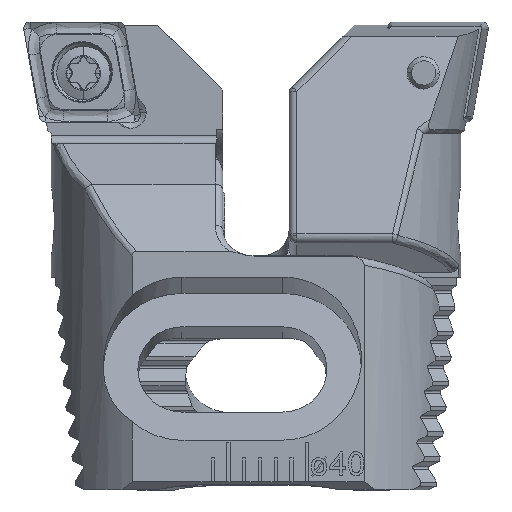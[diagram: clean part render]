
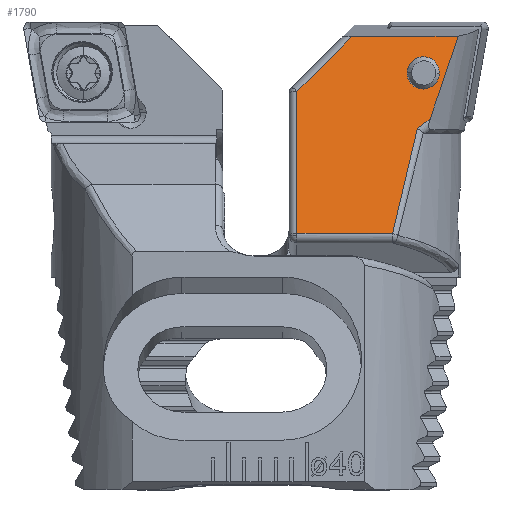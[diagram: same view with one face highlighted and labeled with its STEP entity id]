
A CAD part, top view. The second image highlights one B-rep face of the part: STEP entity #1790.
In plain terms, the highlighted face is planar.
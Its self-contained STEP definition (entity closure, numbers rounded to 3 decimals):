
#80 = LINE ( 'NONE', #7262, #5699 ) ;
#160 = EDGE_CURVE ( 'NONE', #4365, #12564, #6991, .T. ) ;
#401 = FACE_OUTER_BOUND ( 'NONE', #7526, .T. ) ;
#594 = CARTESIAN_POINT ( 'NONE',  ( 8.697, -0.959, -5.928 ) ) ;
#680 = EDGE_CURVE ( 'NONE', #9333, #5473, #9322, .T. ) ;
#691 = CARTESIAN_POINT ( 'NONE',  ( 12.15, -13.434, -9.271 ) ) ;
#1043 = ORIENTED_EDGE ( 'NONE', *, *, #160, .T. ) ;
#1105 = ORIENTED_EDGE ( 'NONE', *, *, #8886, .T. ) ;
#1108 = CARTESIAN_POINT ( 'NONE',  ( 29.25, -13.434, -9.271 ) ) ;
#1198 = VERTEX_POINT ( 'NONE', #3302 ) ;
#1233 = CARTESIAN_POINT ( 'NONE',  ( 5.19, -5.292, -7.089 ) ) ;
#1574 = VERTEX_POINT ( 'NONE', #594 ) ;
#1603 = CARTESIAN_POINT ( 'NONE',  ( 4.968, -9.178, -8.13 ) ) ;
#1778 =( BOUNDED_CURVE ( )  B_SPLINE_CURVE ( 3, ( #7523, #11678, #8563, #2275 ),
 .UNSPECIFIED., .F., .T. ) 
 B_SPLINE_CURVE_WITH_KNOTS ( ( 4, 4 ),
 ( 4.519, 7.661 ),
 .UNSPECIFIED. ) 
 CURVE ( )  GEOMETRIC_REPRESENTATION_ITEM ( )  RATIONAL_B_SPLINE_CURVE ( ( 1., 0.333, 0.333, 1. ) ) 
 REPRESENTATION_ITEM ( '' )  );
#1790 = ADVANCED_FACE ( 'NONE', ( #8469, #401 ), #9814, .F. ) ;
#2126 = CARTESIAN_POINT ( 'NONE',  ( 18.197, -10.459, -8.473 ) ) ;
#2156 = ORIENTED_EDGE ( 'NONE', *, *, #9406, .T. ) ;
#2208 = CARTESIAN_POINT ( 'NONE',  ( 1.912, -0.914, -5.916 ) ) ;
#2275 = CARTESIAN_POINT ( 'NONE',  ( 3.108, -3.242, -6.54 ) ) ;
#2477 =( BOUNDED_CURVE ( )  B_SPLINE_CURVE ( 3, ( #10655, #6505, #1233, #8588 ),
 .UNSPECIFIED., .F., .T. ) 
 B_SPLINE_CURVE_WITH_KNOTS ( ( 4, 4 ),
 ( 1.378, 4.519 ),
 .UNSPECIFIED. ) 
 CURVE ( )  GEOMETRIC_REPRESENTATION_ITEM ( )  RATIONAL_B_SPLINE_CURVE ( ( 1., 0.333, 0.333, 1. ) ) 
 REPRESENTATION_ITEM ( '' )  );
#3163 = DIRECTION ( 'NONE',  ( 0.695, -0.695, -0.186 ) ) ;
#3302 = CARTESIAN_POINT ( 'NONE',  ( 6.078, -13.434, -9.271 ) ) ;
#4183 = CARTESIAN_POINT ( 'NONE',  ( 3.691, -6.18, -7.327 ) ) ;
#4365 = VERTEX_POINT ( 'NONE', #11728 ) ;
#4419 =( BOUNDED_CURVE ( )  B_SPLINE_CURVE ( 3, ( #12392, #6128, #13466, #7190 ),
 .UNSPECIFIED., .F., .F. ) 
 B_SPLINE_CURVE_WITH_KNOTS ( ( 4, 4 ),
 ( 4.16, 4.286 ),
 .UNSPECIFIED. ) 
 CURVE ( )  GEOMETRIC_REPRESENTATION_ITEM ( )  RATIONAL_B_SPLINE_CURVE ( ( 1., 0.999, 0.999, 1. ) ) 
 REPRESENTATION_ITEM ( '' )  );
#4484 = VERTEX_POINT ( 'NONE', #8089 ) ;
#4613 = CARTESIAN_POINT ( 'NONE',  ( 6.078, -13.434, -9.271 ) ) ;
#4805 = ORIENTED_EDGE ( 'NONE', *, *, #7422, .T. ) ;
#4893 = LINE ( 'NONE', #2126, #10156 ) ;
#4952 = VECTOR ( 'NONE', #10554, 1000. ) ;
#5446 = EDGE_CURVE ( 'NONE', #1574, #10314, #80, .T. ) ;
#5473 = VERTEX_POINT ( 'NONE', #4183 ) ;
#5699 = VECTOR ( 'NONE', #6192, 1000. ) ;
#5928 = EDGE_CURVE ( 'NONE', #12564, #1198, #7743, .T. ) ;
#6128 = CARTESIAN_POINT ( 'NONE',  ( 3.08, -4.492, -6.874 ) ) ;
#6192 = DIRECTION ( 'NONE',  ( -1., 0.007, 0.002 ) ) ;
#6266 = EDGE_CURVE ( 'NONE', #5473, #10314, #4419, .T. ) ;
#6505 = CARTESIAN_POINT ( 'NONE',  ( 3.137, -5.292, -7.089 ) ) ;
#6680 = ORIENTED_EDGE ( 'NONE', *, *, #5446, .F. ) ;
#6857 = CARTESIAN_POINT ( 'NONE',  ( 5.495, -11.409, -8.728 ) ) ;
#6899 = CARTESIAN_POINT ( 'NONE',  ( 29.25, -0.147, -5.71 ) ) ;
#6991 = LINE ( 'NONE', #12208, #12540 ) ;
#7190 = CARTESIAN_POINT ( 'NONE',  ( 1.912, -0.914, -5.916 ) ) ;
#7262 = CARTESIAN_POINT ( 'NONE',  ( 29.243, -1.096, -5.965 ) ) ;
#7341 = ORIENTED_EDGE ( 'NONE', *, *, #6266, .T. ) ;
#7422 = EDGE_CURVE ( 'NONE', #1574, #4365, #4893, .T. ) ;
#7523 = CARTESIAN_POINT ( 'NONE',  ( 5.161, -3.242, -6.54 ) ) ;
#7526 = EDGE_LOOP ( 'NONE', ( #9016, #7341, #6680, #4805, #1043, #11002, #2156 ) ) ;
#7743 = LINE ( 'NONE', #1108, #4952 ) ;
#8089 = CARTESIAN_POINT ( 'NONE',  ( 5.161, -3.242, -6.54 ) ) ;
#8133 = CARTESIAN_POINT ( 'NONE',  ( 4.23, -6.572, -7.432 ) ) ;
#8182 = CARTESIAN_POINT ( 'NONE',  ( 4.503, -6.763, -7.483 ) ) ;
#8302 = CARTESIAN_POINT ( 'NONE',  ( 3.691, -6.18, -7.327 ) ) ;
#8325 = CARTESIAN_POINT ( 'NONE',  ( 3.96, -6.377, -7.38 ) ) ;
#8469 = FACE_BOUND ( 'NONE', #9210, .T. ) ;
#8563 = CARTESIAN_POINT ( 'NONE',  ( 3.08, -1.192, -5.99 ) ) ;
#8588 = CARTESIAN_POINT ( 'NONE',  ( 5.161, -3.242, -6.54 ) ) ;
#8886 = EDGE_CURVE ( 'NONE', #4484, #12154, #1778, .T. ) ;
#8964 = CARTESIAN_POINT ( 'NONE',  ( 4.503, -6.763, -7.483 ) ) ;
#8986 = ORIENTED_EDGE ( 'NONE', *, *, #12324, .T. ) ;
#9016 = ORIENTED_EDGE ( 'NONE', *, *, #680, .T. ) ;
#9030 = AXIS2_PLACEMENT_3D ( 'NONE', #6899, #10141, #10827 ) ;
#9210 = EDGE_LOOP ( 'NONE', ( #1105, #8986 ) ) ;
#9322 = B_SPLINE_CURVE_WITH_KNOTS ( 'NONE', 3,
 ( #8182, #8133, #8325, #8302 ),
 .UNSPECIFIED., .F., .F.,
 ( 4, 4 ),
 ( 0., 0.001 ),
 .UNSPECIFIED. ) ;
#9333 = VERTEX_POINT ( 'NONE', #10834 ) ;
#9406 = EDGE_CURVE ( 'NONE', #1198, #9333, #9850, .T. ) ;
#9814 = PLANE ( 'NONE',  #9030 ) ;
#9850 =( BOUNDED_CURVE ( )  B_SPLINE_CURVE ( 3, ( #4613, #6857, #1603, #8964 ),
 .UNSPECIFIED., .F., .F. ) 
 B_SPLINE_CURVE_WITH_KNOTS ( ( 4, 4 ),
 ( 3.891, 4.09 ),
 .UNSPECIFIED. ) 
 CURVE ( )  GEOMETRIC_REPRESENTATION_ITEM ( )  RATIONAL_B_SPLINE_CURVE ( ( 1., 0.997, 0.997, 1. ) ) 
 REPRESENTATION_ITEM ( '' )  );
#10141 = DIRECTION ( 'NONE',  ( 0., -0.259, 0.966 ) ) ;
#10156 = VECTOR ( 'NONE', #3163, 1000. ) ;
#10314 = VERTEX_POINT ( 'NONE', #2208 ) ;
#10554 = DIRECTION ( 'NONE',  ( -1., 0., 0. ) ) ;
#10655 = CARTESIAN_POINT ( 'NONE',  ( 3.108, -3.242, -6.54 ) ) ;
#10827 = DIRECTION ( 'NONE',  ( 0., -0.966, -0.259 ) ) ;
#10834 = CARTESIAN_POINT ( 'NONE',  ( 4.503, -6.763, -7.483 ) ) ;
#11002 = ORIENTED_EDGE ( 'NONE', *, *, #5928, .T. ) ;
#11330 = CARTESIAN_POINT ( 'NONE',  ( 3.108, -3.242, -6.54 ) ) ;
#11678 = CARTESIAN_POINT ( 'NONE',  ( 5.132, -1.192, -5.99 ) ) ;
#11728 = CARTESIAN_POINT ( 'NONE',  ( 12.15, -4.413, -6.853 ) ) ;
#12154 = VERTEX_POINT ( 'NONE', #11330 ) ;
#12208 = CARTESIAN_POINT ( 'NONE',  ( 12.15, -0.147, -5.71 ) ) ;
#12220 = DIRECTION ( 'NONE',  ( 0., -0.966, -0.259 ) ) ;
#12324 = EDGE_CURVE ( 'NONE', #12154, #4484, #2477, .T. ) ;
#12392 = CARTESIAN_POINT ( 'NONE',  ( 3.691, -6.18, -7.327 ) ) ;
#12540 = VECTOR ( 'NONE', #12220, 1000. ) ;
#12564 = VERTEX_POINT ( 'NONE', #691 ) ;
#13466 = CARTESIAN_POINT ( 'NONE',  ( 2.486, -2.734, -6.404 ) ) ;
